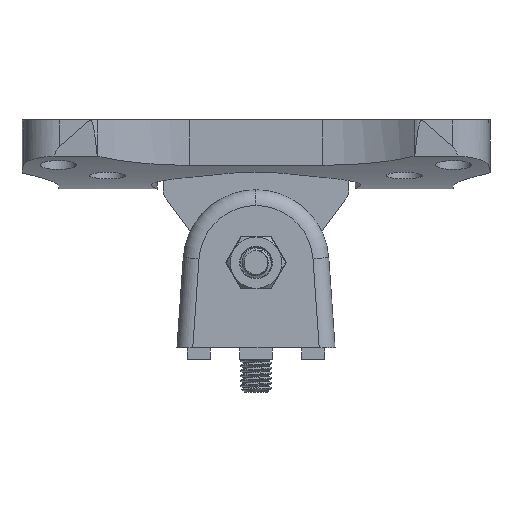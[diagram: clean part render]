
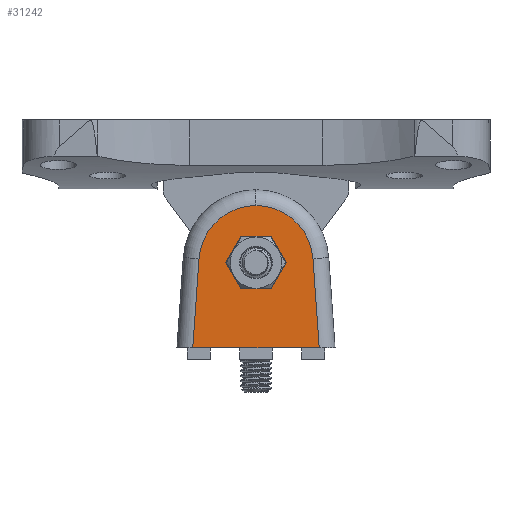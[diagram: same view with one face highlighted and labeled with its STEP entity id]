
A CAD part, front view. The second image highlights one B-rep face of the part: STEP entity #31242.
In plain terms, the highlighted planar face has unit normal (0, -1, 0).
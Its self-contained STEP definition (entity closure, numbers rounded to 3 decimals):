
#461 = EDGE_CURVE ( 'NONE', #9960, #21944, #13136, .T. ) ;
#953 = ORIENTED_EDGE ( 'NONE', *, *, #7091, .F. ) ;
#1588 = DIRECTION ( 'NONE',  ( -0.07, 0., -0.998 ) ) ;
#3292 = VECTOR ( 'NONE', #18216, 1000. ) ;
#3296 = ORIENTED_EDGE ( 'NONE', *, *, #30286, .F. ) ;
#3548 = CARTESIAN_POINT ( 'NONE',  ( 15.99, -20., -48.925 ) ) ;
#3918 = EDGE_CURVE ( 'NONE', #32576, #5132, #7662, .T. ) ;
#4505 = DIRECTION ( 'NONE',  ( 1., 0., 0. ) ) ;
#4629 = ORIENTED_EDGE ( 'NONE', *, *, #14540, .T. ) ;
#5132 = VERTEX_POINT ( 'NONE', #11934 ) ;
#5409 = CARTESIAN_POINT ( 'NONE',  ( 14.413, -20., -26.367 ) ) ;
#5502 = ORIENTED_EDGE ( 'NONE', *, *, #42867, .F. ) ;
#5510 = CARTESIAN_POINT ( 'NONE',  ( 0., -20., -27.375 ) ) ;
#6113 = CARTESIAN_POINT ( 'NONE',  ( -7.679, -20., -27.375 ) ) ;
#6322 = DIRECTION ( 'NONE',  ( 0., 1., 0. ) ) ;
#6609 = VECTOR ( 'NONE', #17628, 1000. ) ;
#7091 = EDGE_CURVE ( 'NONE', #12263, #11533, #18506, .T. ) ;
#7182 = VECTOR ( 'NONE', #25863, 1000. ) ;
#7662 = CIRCLE ( 'NONE', #42988, 14.448 ) ;
#7851 = LINE ( 'NONE', #37159, #32787 ) ;
#9256 = CARTESIAN_POINT ( 'NONE',  ( -7.679, -20., -27.375 ) ) ;
#9960 = VERTEX_POINT ( 'NONE', #30142 ) ;
#10647 = DIRECTION ( 'NONE',  ( 0., -1., 0. ) ) ;
#11533 = VERTEX_POINT ( 'NONE', #41068 ) ;
#11710 = EDGE_CURVE ( 'NONE', #20482, #26119, #35784, .T. ) ;
#11807 = CARTESIAN_POINT ( 'NONE',  ( -14.413, -20., -26.367 ) ) ;
#11893 = ORIENTED_EDGE ( 'NONE', *, *, #31718, .F. ) ;
#11934 = CARTESIAN_POINT ( 'NONE',  ( 0., -20., -12.927 ) ) ;
#12263 = VERTEX_POINT ( 'NONE', #38496 ) ;
#12630 = EDGE_CURVE ( 'NONE', #5132, #20482, #41282, .T. ) ;
#12649 = DIRECTION ( 'NONE',  ( -0.5, 0., 0.866 ) ) ;
#13136 = LINE ( 'NONE', #35036, #36525 ) ;
#13741 = DIRECTION ( 'NONE',  ( 0., 0., 1. ) ) ;
#14540 = EDGE_CURVE ( 'NONE', #34428, #32576, #42017, .T. ) ;
#14643 = CARTESIAN_POINT ( 'NONE',  ( -20., -20., -48.925 ) ) ;
#15588 = CARTESIAN_POINT ( 'NONE',  ( -3.839, -20., -20.725 ) ) ;
#15727 = DIRECTION ( 'NONE',  ( 0., -1., 0. ) ) ;
#15739 = EDGE_LOOP ( 'NONE', ( #27546, #953, #3296, #26677, #11893, #34268 ) ) ;
#16661 = DIRECTION ( 'NONE',  ( 0., 0., 1. ) ) ;
#17215 = DIRECTION ( 'NONE',  ( 0.5, 0., 0.866 ) ) ;
#17628 = DIRECTION ( 'NONE',  ( -1., 0., 0. ) ) ;
#17880 = AXIS2_PLACEMENT_3D ( 'NONE', #20737, #10647, #13741 ) ;
#18216 = DIRECTION ( 'NONE',  ( -0.07, 0., 0.998 ) ) ;
#18506 = LINE ( 'NONE', #32845, #36045 ) ;
#18723 = LINE ( 'NONE', #24236, #35705 ) ;
#20482 = VERTEX_POINT ( 'NONE', #27194 ) ;
#20737 = CARTESIAN_POINT ( 'NONE',  ( 0., -20., -27.375 ) ) ;
#21439 = VECTOR ( 'NONE', #39802, 1000. ) ;
#21480 = FACE_BOUND ( 'NONE', #15739, .T. ) ;
#21828 = EDGE_CURVE ( 'NONE', #34944, #23838, #32622, .T. ) ;
#21944 = VERTEX_POINT ( 'NONE', #36781 ) ;
#23838 = VERTEX_POINT ( 'NONE', #6113 ) ;
#23940 = CARTESIAN_POINT ( 'NONE',  ( -3.839, -20., -20.725 ) ) ;
#24236 = CARTESIAN_POINT ( 'NONE',  ( 3.839, -20., -34.025 ) ) ;
#24675 = LINE ( 'NONE', #14643, #6609 ) ;
#25379 = CARTESIAN_POINT ( 'NONE',  ( 14.413, -20., -26.367 ) ) ;
#25863 = DIRECTION ( 'NONE',  ( -0.5, 0., -0.866 ) ) ;
#26101 = EDGE_CURVE ( 'NONE', #11533, #34944, #7851, .T. ) ;
#26119 = VERTEX_POINT ( 'NONE', #33888 ) ;
#26677 = ORIENTED_EDGE ( 'NONE', *, *, #461, .F. ) ;
#26774 = VECTOR ( 'NONE', #1588, 1000. ) ;
#27194 = CARTESIAN_POINT ( 'NONE',  ( -14.413, -20., -26.367 ) ) ;
#27546 = ORIENTED_EDGE ( 'NONE', *, *, #26101, .F. ) ;
#28953 = FACE_OUTER_BOUND ( 'NONE', #43009, .T. ) ;
#30142 = CARTESIAN_POINT ( 'NONE',  ( -3.839, -20., -34.025 ) ) ;
#30286 = EDGE_CURVE ( 'NONE', #21944, #12263, #18723, .T. ) ;
#31149 = AXIS2_PLACEMENT_3D ( 'NONE', #37012, #6322, #16661 ) ;
#31242 = ADVANCED_FACE ( 'NONE', ( #21480, #28953 ), #33575, .F. ) ;
#31718 = EDGE_CURVE ( 'NONE', #23838, #9960, #38984, .T. ) ;
#32576 = VERTEX_POINT ( 'NONE', #5409 ) ;
#32622 = LINE ( 'NONE', #15588, #7182 ) ;
#32787 = VECTOR ( 'NONE', #37754, 1000. ) ;
#32845 = CARTESIAN_POINT ( 'NONE',  ( 7.679, -20., -27.375 ) ) ;
#33477 = ORIENTED_EDGE ( 'NONE', *, *, #11710, .T. ) ;
#33575 = PLANE ( 'NONE',  #31149 ) ;
#33695 = ORIENTED_EDGE ( 'NONE', *, *, #12630, .T. ) ;
#33735 = ORIENTED_EDGE ( 'NONE', *, *, #3918, .T. ) ;
#33888 = CARTESIAN_POINT ( 'NONE',  ( -15.99, -20., -48.925 ) ) ;
#34268 = ORIENTED_EDGE ( 'NONE', *, *, #21828, .F. ) ;
#34428 = VERTEX_POINT ( 'NONE', #3548 ) ;
#34944 = VERTEX_POINT ( 'NONE', #23940 ) ;
#35036 = CARTESIAN_POINT ( 'NONE',  ( -3.839, -20., -34.025 ) ) ;
#35705 = VECTOR ( 'NONE', #17215, 1000. ) ;
#35784 = LINE ( 'NONE', #11807, #26774 ) ;
#35910 = DIRECTION ( 'NONE',  ( 0., 0., 1. ) ) ;
#36045 = VECTOR ( 'NONE', #12649, 1000. ) ;
#36525 = VECTOR ( 'NONE', #4505, 1000. ) ;
#36781 = CARTESIAN_POINT ( 'NONE',  ( 3.839, -20., -34.025 ) ) ;
#37012 = CARTESIAN_POINT ( 'NONE',  ( 0., -20., -27.375 ) ) ;
#37159 = CARTESIAN_POINT ( 'NONE',  ( 3.839, -20., -20.725 ) ) ;
#37754 = DIRECTION ( 'NONE',  ( -1., 0., 0. ) ) ;
#38496 = CARTESIAN_POINT ( 'NONE',  ( 7.679, -20., -27.375 ) ) ;
#38984 = LINE ( 'NONE', #9256, #21439 ) ;
#39802 = DIRECTION ( 'NONE',  ( 0.5, 0., -0.866 ) ) ;
#41068 = CARTESIAN_POINT ( 'NONE',  ( 3.839, -20., -20.725 ) ) ;
#41282 = CIRCLE ( 'NONE', #17880, 14.448 ) ;
#42017 = LINE ( 'NONE', #25379, #3292 ) ;
#42867 = EDGE_CURVE ( 'NONE', #34428, #26119, #24675, .T. ) ;
#42988 = AXIS2_PLACEMENT_3D ( 'NONE', #5510, #15727, #35910 ) ;
#43009 = EDGE_LOOP ( 'NONE', ( #33735, #33695, #33477, #5502, #4629 ) ) ;
